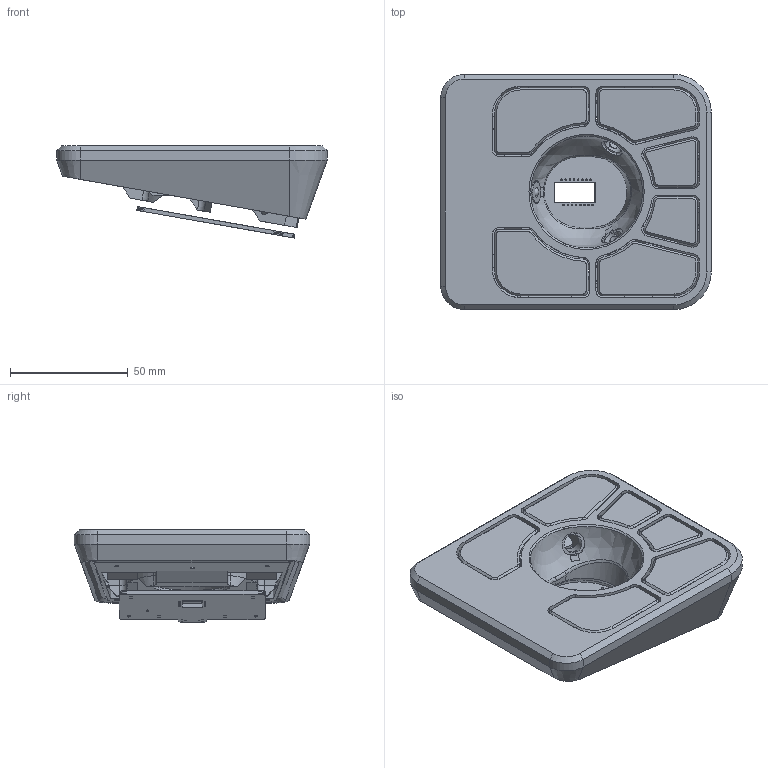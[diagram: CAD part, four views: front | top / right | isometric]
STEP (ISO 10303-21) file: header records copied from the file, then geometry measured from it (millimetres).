
FILE_DESCRIPTION(/* description */ (''),/* implementation_level */ '2;1');
FILE_NAME(/* name */ 'adept-btu-top-v1.step',/* time_stamp */ '2024-01-16T21:00:08Z',/* author */ (''),/* organization */ (''),/* preprocessor_version */ 'ST-DEVELOPER v20',/* originating_system */ 'Autodesk Translation Framework v12.14.0.127',/* authorisation */ '');
FILE_SCHEMA (('AUTOMOTIVE_DESIGN { 1 0 10303 214 3 1 1 }'));
Length unit declared in the file: millimetre
Products named in the file (4): AdeptBodyParts-first-try-at-btu; BTU Copy; AdeptBodyParts v1; Madromys_PCB
Assembly tree (3 placements, depth 2):
  AdeptBodyParts-first-try-at-btu
    BTU Copy
    AdeptBodyParts v1
    Madromys_PCB
Bounding box: 115 x 100 x 39.14 mm (x, y, z)
Volume: 136064.2 mm3; surface area: 67678.8 mm2
Topology: 4 solids, 4 shells, 1151 faces, 3248 edges, 2093 vertices
Faces by surface type: plane 735, cylinder 275, cone 79, bspline 53, torus 6, sphere 3
Full cylindrical faces by diameter (mm): 0.6 x1, 0.7 x16, 1.016 x2, 1.2 x12, 1.9 x4, 2 x2, 7.26 x1, 7.75 x1, 8.8 x1, 10 x3
Entity records: 41149 total; most frequent: CARTESIAN_POINT 10858, ORIENTED_EDGE 6490, DIRECTION 5995, EDGE_CURVE 3245, LINE 2387, VECTOR 2387, VERTEX_POINT 2093, AXIS2_PLACEMENT_3D 1804
